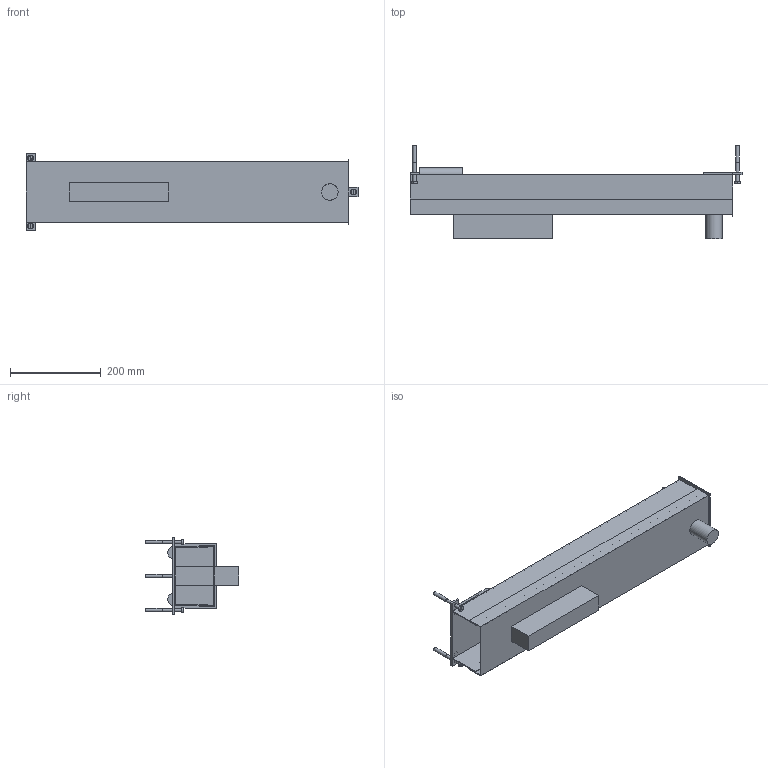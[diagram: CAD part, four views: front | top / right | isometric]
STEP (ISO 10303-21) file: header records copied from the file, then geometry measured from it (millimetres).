
FILE_DESCRIPTION(/* description */ (''),/* implementation_level */ '2;1');
FILE_NAME(/* name */ 'BWC 55 light-5-T Utsparingsboks med trau.stp',/* time_stamp */ '2021-06-04T11:39:52+02:00',/* author */ ('Bruker'),/* organization */ (''),/* preprocessor_version */ 'ST-DEVELOPER v18.1',/* originating_system */ 'Autodesk Inventor 2021',/* authorisation */ '');
FILE_SCHEMA (('AUTOMOTIVE_DESIGN { 1 0 10303 214 3 1 1 }'));
Length unit declared in the file: millimetre
Products named in the file (10): BWC 55 light-5-T Utsparingsboks med trau; BWC 55-740-5-T-1; BWC 55-740-5-T-3; BWC 55-740-5-T-4; BWC 50 light-5-T-1 U-kanal med hull; BWC 50 light-5-T-6 Flattstål med gjenger; DIN 84 - M8 x 80; BWC 50 light-5-T-7 Halvt flattstål med gjenger; BWC 50 light-5-T-8 Skum kloss; BWC 50 light-5-T-9 Skum sylinder
Assembly tree (12 placements, depth 2):
  BWC 55 light-5-T Utsparingsboks med trau
    BWC 55-740-5-T-1
    BWC 55-740-5-T-3
    BWC 55-740-5-T-4  x2
    BWC 50 light-5-T-1 U-kanal med hull
    DIN 84 - M8 x 80  x3
    BWC 50 light-5-T-6 Flattstål med gjenger
    BWC 50 light-5-T-7 Halvt flattstål med gjenger
    BWC 50 light-5-T-8 Skum kloss
    BWC 50 light-5-T-9 Skum sylinder
Bounding box: 732 x 207 x 170 mm (x, y, z)
Volume: 2150233.1 mm3; surface area: 826834.2 mm2
Topology: 12 solids, 12 shells, 112 faces, 249 edges, 164 vertices
Faces by surface type: plane 81, cylinder 16, cone 9, torus 6
Full cylindrical faces by diameter (mm): 7.323 x3, 8 x6, 10 x3, 36 x2
Entity records: 2690 total; most frequent: CARTESIAN_POINT 447, DIRECTION 409, ORIENTED_EDGE 362, EDGE_CURVE 181, LINE 141, VECTOR 141, AXIS2_PLACEMENT_3D 134, VERTEX_POINT 120
